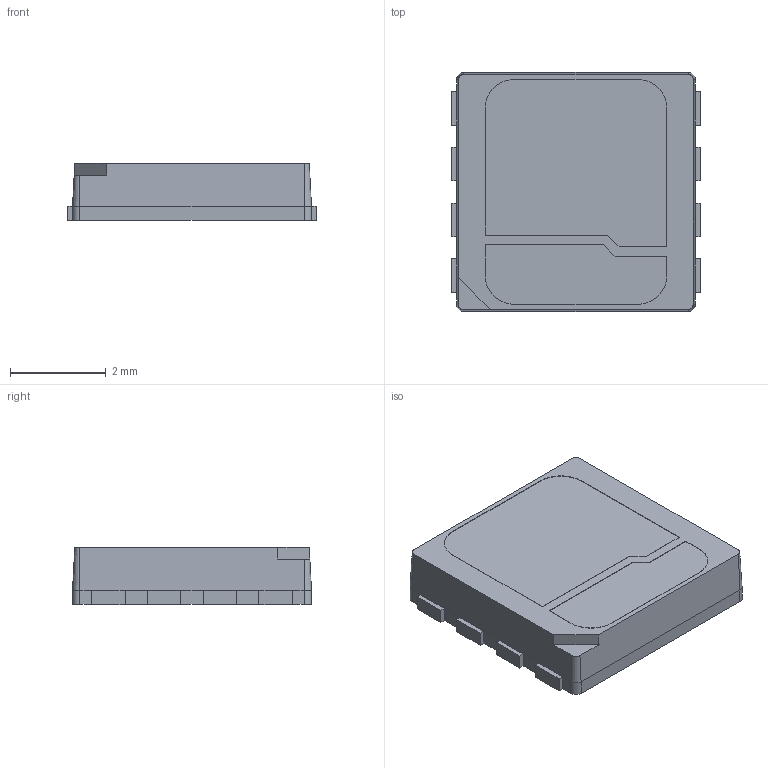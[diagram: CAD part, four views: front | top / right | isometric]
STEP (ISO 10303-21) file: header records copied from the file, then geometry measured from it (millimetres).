
FILE_DESCRIPTION(/* description */ (''),/* implementation_level */ '2;1');
FILE_NAME(/* name */ 'OASRAM GW J9 LHS2.4M.step',/* time_stamp */ '2025-11-03T06:37:29Z',/* author */ (''),/* organization */ (''),/* preprocessor_version */ 'ST-DEVELOPER v20.1',/* originating_system */ 'Autodesk Translation Framework v14.17.0.0',/* authorisation */ '');
FILE_SCHEMA (('AUTOMOTIVE_DESIGN { 1 0 10303 214 3 1 1 }'));
Length unit declared in the file: millimetre
Products named in the file (1): OASRAM GW J9 LHS2.4M
Bounding box: 5.2 x 5 x 1.21 mm (x, y, z)
Volume: 29.5 mm3; surface area: 74.5 mm2
Topology: 1 solids, 1 shells, 94 faces, 246 edges, 156 vertices
Faces by surface type: plane 82, cylinder 8, cone 4
Entity records: 2929 total; most frequent: CARTESIAN_POINT 497, ORIENTED_EDGE 492, DIRECTION 456, EDGE_CURVE 246, LINE 226, VECTOR 226, VERTEX_POINT 156, AXIS2_PLACEMENT_3D 115
